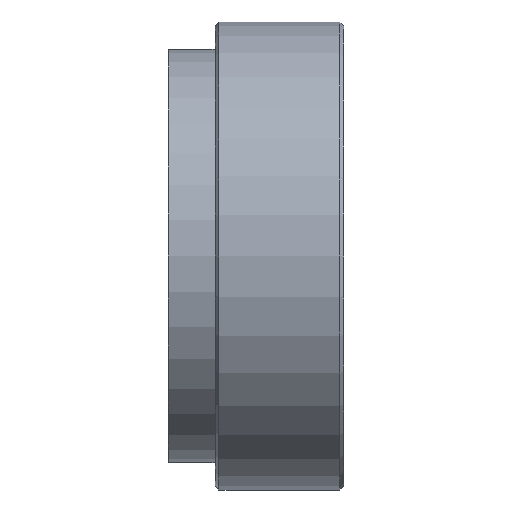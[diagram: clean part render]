
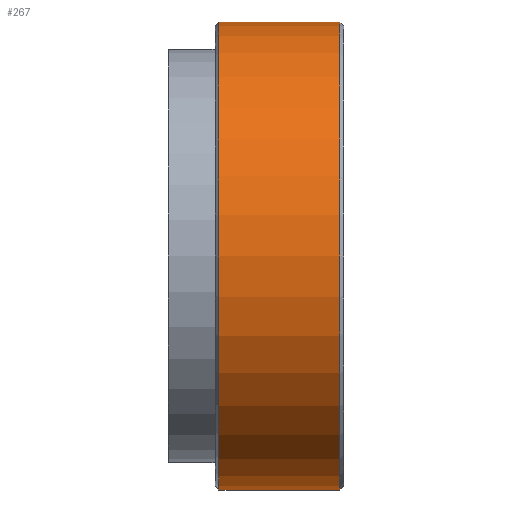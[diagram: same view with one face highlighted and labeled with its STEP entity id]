
A CAD part, front view. The second image highlights one B-rep face of the part: STEP entity #267.
In plain terms, the highlighted cylindrical face has radius 15.24 mm (diameter 30.48 mm), a partial arc.
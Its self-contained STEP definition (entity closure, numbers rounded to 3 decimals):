
#5 = AXIS2_PLACEMENT_3D ( 'NONE', #417, #96, #167 ) ;
#8 = LINE ( 'NONE', #426, #110 ) ;
#11 = DIRECTION ( 'NONE',  ( 0., 0., -1. ) ) ;
#35 = DIRECTION ( 'NONE',  ( 1., 0., 0. ) ) ;
#50 = ORIENTED_EDGE ( 'NONE', *, *, #139, .T. ) ;
#96 = DIRECTION ( 'NONE',  ( 1., 0., 0. ) ) ;
#104 = DIRECTION ( 'NONE',  ( 1., 0., 0. ) ) ;
#110 = VECTOR ( 'NONE', #35, 1000. ) ;
#115 = EDGE_CURVE ( 'NONE', #127, #231, #414, .T. ) ;
#117 = ORIENTED_EDGE ( 'NONE', *, *, #182, .T. ) ;
#127 = VERTEX_POINT ( 'NONE', #327 ) ;
#136 = AXIS2_PLACEMENT_3D ( 'NONE', #398, #185, #11 ) ;
#139 = EDGE_CURVE ( 'NONE', #251, #238, #434, .T. ) ;
#150 = EDGE_LOOP ( 'NONE', ( #418, #262, #117, #50 ) ) ;
#167 = DIRECTION ( 'NONE',  ( 0., 0., -1. ) ) ;
#182 = EDGE_CURVE ( 'NONE', #231, #251, #8, .T. ) ;
#183 = CARTESIAN_POINT ( 'NONE',  ( -8.128, 0., -15.24 ) ) ;
#185 = DIRECTION ( 'NONE',  ( -1., 0., 0. ) ) ;
#207 = CARTESIAN_POINT ( 'NONE',  ( -0.254, 0., -15.24 ) ) ;
#231 = VERTEX_POINT ( 'NONE', #183 ) ;
#238 = VERTEX_POINT ( 'NONE', #351 ) ;
#248 = DIRECTION ( 'NONE',  ( 0., 0., 1. ) ) ;
#251 = VERTEX_POINT ( 'NONE', #207 ) ;
#262 = ORIENTED_EDGE ( 'NONE', *, *, #115, .T. ) ;
#267 = ADVANCED_FACE ( 'NONE', ( #305 ), #271, .T. ) ;
#271 = CYLINDRICAL_SURFACE ( 'NONE', #5, 15.24 ) ;
#296 = EDGE_CURVE ( 'NONE', #127, #238, #423, .T. ) ;
#305 = FACE_OUTER_BOUND ( 'NONE', #150, .T. ) ;
#327 = CARTESIAN_POINT ( 'NONE',  ( -8.128, 0., 15.24 ) ) ;
#335 = AXIS2_PLACEMENT_3D ( 'NONE', #459, #104, #248 ) ;
#349 = CARTESIAN_POINT ( 'NONE',  ( 0., 0., 15.24 ) ) ;
#351 = CARTESIAN_POINT ( 'NONE',  ( -0.254, 0., 15.24 ) ) ;
#398 = CARTESIAN_POINT ( 'NONE',  ( -0.254, 0., 0. ) ) ;
#414 = CIRCLE ( 'NONE', #335, 15.24 ) ;
#417 = CARTESIAN_POINT ( 'NONE',  ( 0., 0., 0. ) ) ;
#418 = ORIENTED_EDGE ( 'NONE', *, *, #296, .F. ) ;
#423 = LINE ( 'NONE', #349, #448 ) ;
#426 = CARTESIAN_POINT ( 'NONE',  ( 0., 0., -15.24 ) ) ;
#434 = CIRCLE ( 'NONE', #136, 15.24 ) ;
#448 = VECTOR ( 'NONE', #454, 1000. ) ;
#454 = DIRECTION ( 'NONE',  ( 1., 0., 0. ) ) ;
#459 = CARTESIAN_POINT ( 'NONE',  ( -8.128, 0., 0. ) ) ;
